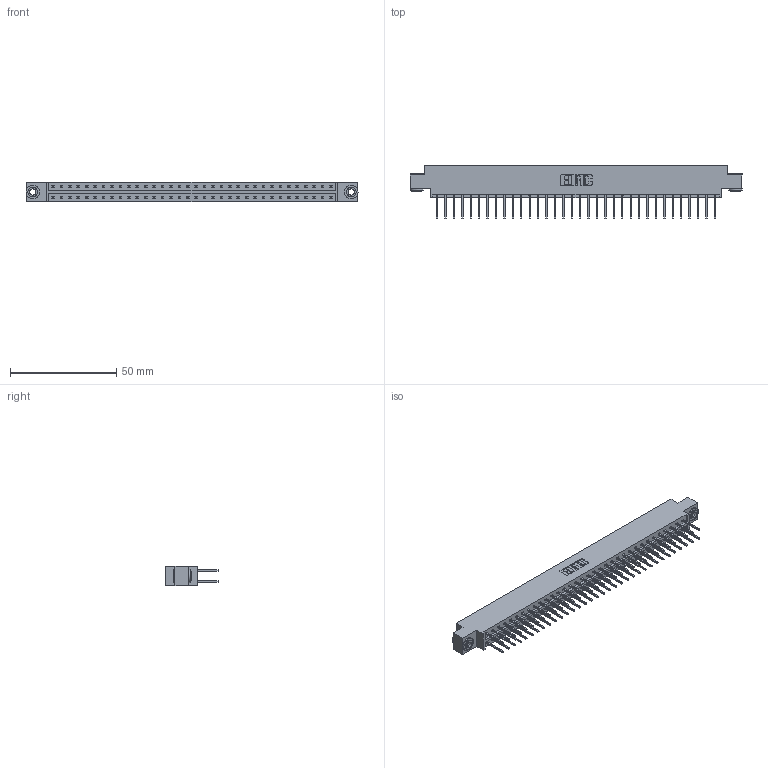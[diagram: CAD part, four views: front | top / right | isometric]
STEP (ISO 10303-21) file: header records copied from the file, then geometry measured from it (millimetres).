
FILE_DESCRIPTION (( 'STEP AP203' ), '1' );
FILE_NAME ('333-068-523-803.STEP', '2018-08-04T12:44:59', ( '' ), ( '' ), 'SwSTEP 2.0', 'SolidWorks 2016', '' );
FILE_SCHEMA (( 'CONFIG_CONTROL_DESIGN' ));
Length unit declared in the file: inch
Products named in the file (4): 333 Part_Offset - .156 Dia - TH; 345-292-001_345-293-123; 345-250-002_345-250-002-102; 333-068-523-803
Assembly tree (71 placements, depth 2):
  333-068-523-803
    333 Part_Offset - .156 Dia - TH
    345-292-001_345-293-123  x68
    345-250-002_345-250-002-102  x2
Bounding box: 156.26 x 25.15 x 9.4 mm (x, y, z)
Volume: 15809.5 mm3; surface area: 19706.2 mm2
Topology: 71 solids, 71 shells, 3692 faces, 10939 edges, 7198 vertices
Faces by surface type: plane 2532, cylinder 1152, cone 8
Entity records: 23708 total; most frequent: CARTESIAN_POINT 3917, ORIENTED_EDGE 3846, DIRECTION 3393, EDGE_CURVE 1923, LINE 1771, VECTOR 1771, VERTEX_POINT 1278, AXIS2_PLACEMENT_3D 811
